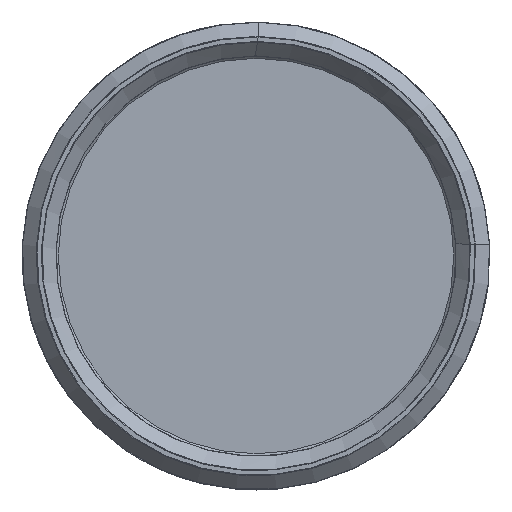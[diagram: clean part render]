
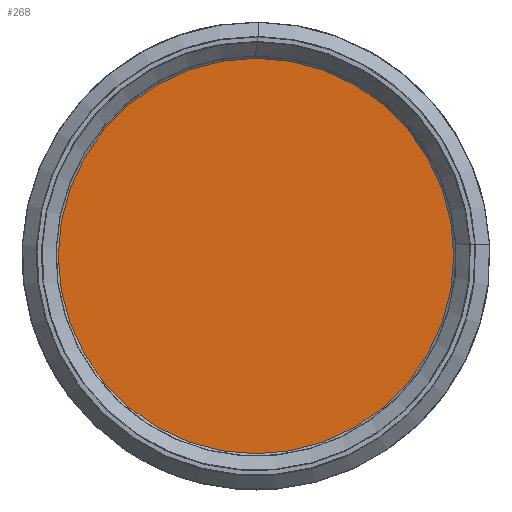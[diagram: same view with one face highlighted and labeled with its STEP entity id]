
A CAD part, left-side view. The second image highlights one B-rep face of the part: STEP entity #268.
In plain terms, the highlighted planar face has unit normal (-1, 0, 0).
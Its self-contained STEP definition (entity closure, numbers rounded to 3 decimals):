
#268=ADVANCED_FACE('',(#323),#288,.F.);
#288=PLANE('',#820);
#323=FACE_OUTER_BOUND('',#357,.T.);
#357=EDGE_LOOP('',(#578));
#435=CIRCLE('',#819,90.011);
#578=ORIENTED_EDGE('',*,*,#719,.T.);
#640=VERTEX_POINT('',#1615);
#719=EDGE_CURVE('',#640,#640,#435,.T.);
#819=AXIS2_PLACEMENT_3D('',#1614,#970,#971);
#820=AXIS2_PLACEMENT_3D('',#1616,#972,#973);
#970=DIRECTION('',(-1.,0.,0.));
#971=DIRECTION('',(0.,0.,1.));
#972=DIRECTION('',(1.,0.,0.));
#973=DIRECTION('',(0.,0.,-1.));
#1614=CARTESIAN_POINT('',(10.,0.,0.));
#1615=CARTESIAN_POINT('',(10.,0.,90.011));
#1616=CARTESIAN_POINT('',(10.,71.5,0.));
